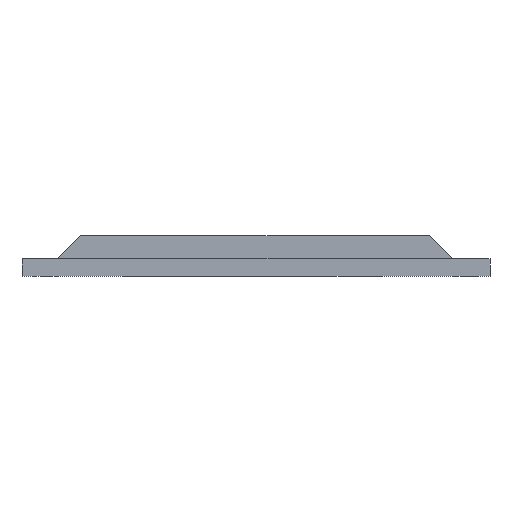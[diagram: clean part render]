
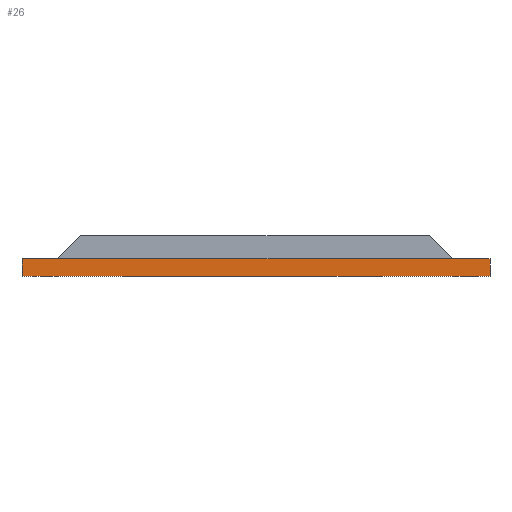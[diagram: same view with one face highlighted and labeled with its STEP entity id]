
A CAD part, front view. The second image highlights one B-rep face of the part: STEP entity #26.
In plain terms, the highlighted planar face has unit normal (0, 1, 0).
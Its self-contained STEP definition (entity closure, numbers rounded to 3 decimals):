
#26=ADVANCED_FACE('',(#55),#478,.T.);
#55=FACE_OUTER_BOUND('',#84,.T.);
#84=EDGE_LOOP('',(#125,#126,#127,#128));
#125=ORIENTED_EDGE('',*,*,#272,.T.);
#126=ORIENTED_EDGE('',*,*,#273,.T.);
#127=ORIENTED_EDGE('',*,*,#274,.F.);
#128=ORIENTED_EDGE('',*,*,#275,.F.);
#272=EDGE_CURVE('',#424,#425,#360,.T.);
#273=EDGE_CURVE('',#425,#426,#361,.T.);
#274=EDGE_CURVE('',#427,#426,#362,.T.);
#275=EDGE_CURVE('',#424,#427,#363,.T.);
#360=B_SPLINE_CURVE_WITH_KNOTS('',1,(#758,#759),.UNSPECIFIED.,.F.,.F.,(2,
2),(0.,84.43),.UNSPECIFIED.);
#361=B_SPLINE_CURVE_WITH_KNOTS('',1,(#760,#761),.UNSPECIFIED.,.F.,.F.,(2,
2),(0.,3.166),.UNSPECIFIED.);
#362=B_SPLINE_CURVE_WITH_KNOTS('',1,(#762,#763),.UNSPECIFIED.,.F.,.F.,(2,
2),(0.,84.43),.UNSPECIFIED.);
#363=B_SPLINE_CURVE_WITH_KNOTS('',1,(#764,#765),.UNSPECIFIED.,.F.,.F.,(2,
2),(0.,3.166),.UNSPECIFIED.);
#424=VERTEX_POINT('',#708);
#425=VERTEX_POINT('',#709);
#426=VERTEX_POINT('',#710);
#427=VERTEX_POINT('',#711);
#478=PLANE('',#591);
#591=AXIS2_PLACEMENT_3D('',#679,#631,$);
#631=DIRECTION('',(0.,1.,0.));
#679=CARTESIAN_POINT('',(-22.216,51.108,63.166));
#708=CARTESIAN_POINT('',(-22.216,51.108,63.166));
#709=CARTESIAN_POINT('',(62.214,51.108,63.166));
#710=CARTESIAN_POINT('',(62.214,51.108,60.));
#711=CARTESIAN_POINT('',(-22.216,51.108,60.));
#758=CARTESIAN_POINT('',(-22.216,51.108,63.166));
#759=CARTESIAN_POINT('',(62.214,51.108,63.166));
#760=CARTESIAN_POINT('',(62.214,51.108,63.166));
#761=CARTESIAN_POINT('',(62.214,51.108,60.));
#762=CARTESIAN_POINT('',(-22.216,51.108,60.));
#763=CARTESIAN_POINT('',(62.214,51.108,60.));
#764=CARTESIAN_POINT('',(-22.216,51.108,63.166));
#765=CARTESIAN_POINT('',(-22.216,51.108,60.));
